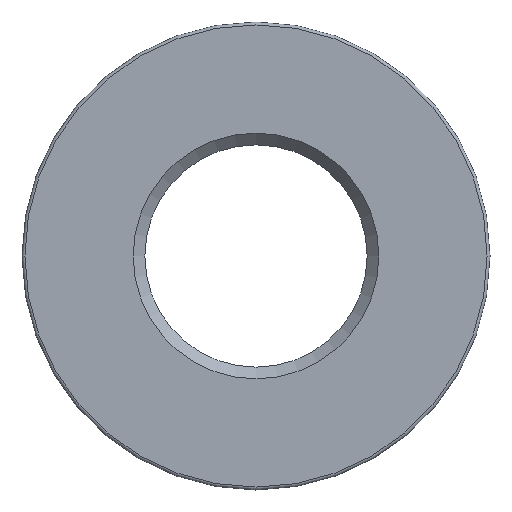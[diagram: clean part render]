
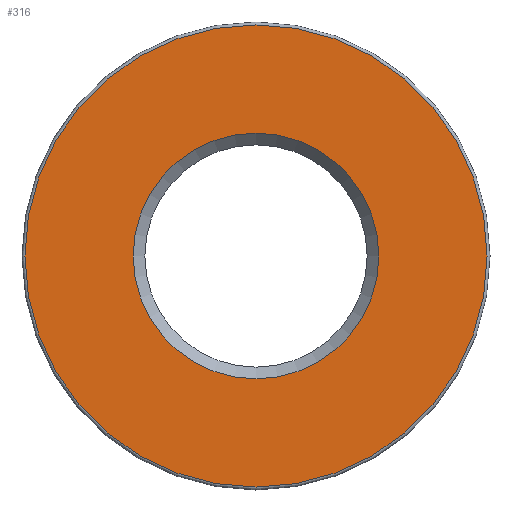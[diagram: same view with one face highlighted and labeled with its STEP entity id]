
A CAD part, front view. The second image highlights one B-rep face of the part: STEP entity #316.
In plain terms, the highlighted planar face has unit normal (0, -1, 0).
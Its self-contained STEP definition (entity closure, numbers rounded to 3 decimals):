
#41=FACE_BOUND('',#81,.T.);
#46=PLANE('',#384);
#59=FACE_OUTER_BOUND('',#80,.T.);
#80=EDGE_LOOP('',(#264,#265));
#81=EDGE_LOOP('',(#266));
#112=CIRCLE('',#376,39.5);
#116=CIRCLE('',#380,39.5);
#119=CIRCLE('',#385,21.);
#146=VERTEX_POINT('',#576);
#147=VERTEX_POINT('',#577);
#152=VERTEX_POINT('',#592);
#184=EDGE_CURVE('',#146,#147,#112,.T.);
#188=EDGE_CURVE('',#147,#146,#116,.T.);
#192=EDGE_CURVE('',#152,#152,#119,.T.);
#264=ORIENTED_EDGE('',*,*,#184,.F.);
#265=ORIENTED_EDGE('',*,*,#188,.F.);
#266=ORIENTED_EDGE('',*,*,#192,.F.);
#316=ADVANCED_FACE('',(#59,#41),#46,.F.);
#376=AXIS2_PLACEMENT_3D('',#578,#466,#467);
#380=AXIS2_PLACEMENT_3D('',#584,#474,#475);
#384=AXIS2_PLACEMENT_3D('',#591,#483,#484);
#385=AXIS2_PLACEMENT_3D('',#593,#485,#486);
#466=DIRECTION('center_axis',(0.,1.,0.));
#467=DIRECTION('ref_axis',(-1.,0.,0.));
#474=DIRECTION('center_axis',(0.,1.,0.));
#475=DIRECTION('ref_axis',(-1.,0.,0.));
#483=DIRECTION('center_axis',(0.,1.,0.));
#484=DIRECTION('ref_axis',(0.,0.,1.));
#485=DIRECTION('center_axis',(0.,-1.,0.));
#486=DIRECTION('ref_axis',(-1.,0.,0.));
#576=CARTESIAN_POINT('',(39.5,-2.,0.));
#577=CARTESIAN_POINT('',(0.,-2.,39.5));
#578=CARTESIAN_POINT('Origin',(0.,-2.,0.));
#584=CARTESIAN_POINT('Origin',(0.,-2.,0.));
#591=CARTESIAN_POINT('Origin',(0.,-2.,0.));
#592=CARTESIAN_POINT('',(21.,-2.,0.));
#593=CARTESIAN_POINT('Origin',(0.,-2.,0.));
